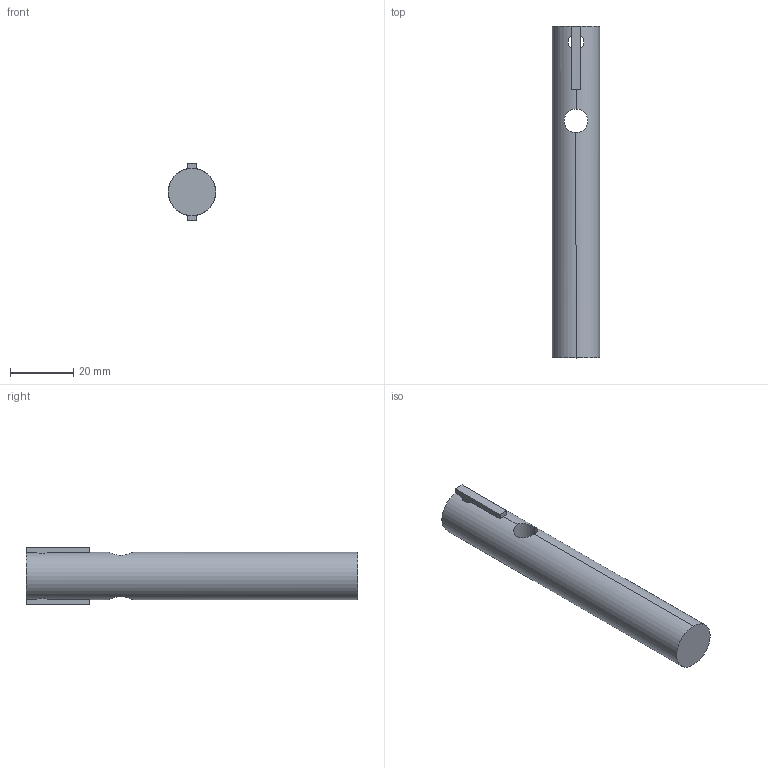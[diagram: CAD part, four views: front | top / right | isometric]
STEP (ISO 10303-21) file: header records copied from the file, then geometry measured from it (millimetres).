
FILE_DESCRIPTION (( 'STEP AP203' ), '1' );
FILE_NAME ('AileronStub_Default_sldprt.STEP', '2021-04-01T17:21:37', ( '' ), ( '' ), 'SwSTEP 2.0', 'SolidWorks 2020', '' );
FILE_SCHEMA (( 'CONFIG_CONTROL_DESIGN' ));
Length unit declared in the file: millimetre
Products named in the file (1): AileronStub_Default_sldprt
Bounding box: 15 x 105 x 18 mm (x, y, z)
Volume: 18018.8 mm3; surface area: 5929.2 mm2
Topology: 1 solids, 1 shells, 15 faces, 57 edges, 38 vertices
Faces by surface type: plane 8, cylinder 7
Entity records: 866 total; most frequent: CARTESIAN_POINT 317, ORIENTED_EDGE 114, DIRECTION 83, EDGE_CURVE 57, VERTEX_POINT 38, LINE 35, VECTOR 35, AXIS2_PLACEMENT_3D 24
